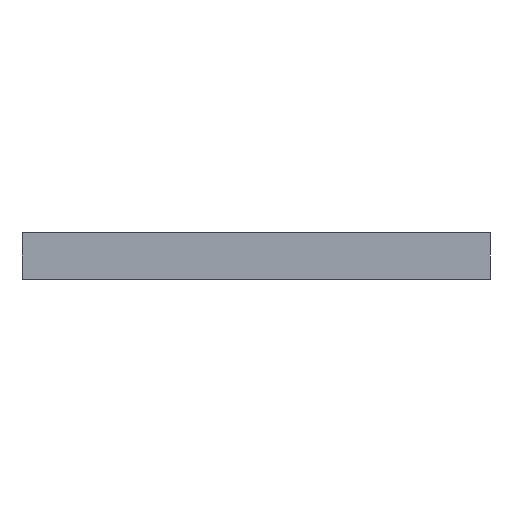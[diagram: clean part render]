
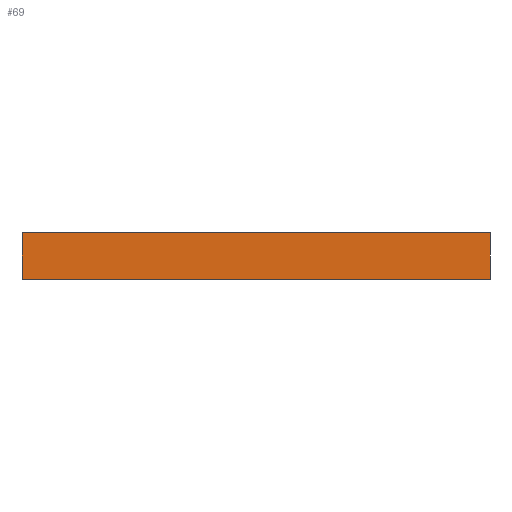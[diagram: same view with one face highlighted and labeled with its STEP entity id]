
A CAD part, left-side view. The second image highlights one B-rep face of the part: STEP entity #69.
In plain terms, the highlighted planar face has unit normal (-1, 0, 0).
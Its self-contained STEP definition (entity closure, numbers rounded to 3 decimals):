
#8 = CARTESIAN_POINT ( 'NONE',  ( -35., 10., 1. ) ) ;
#12 = DIRECTION ( 'NONE',  ( 0., 1., 0. ) ) ;
#32 = CARTESIAN_POINT ( 'NONE',  ( -35., 10., -1. ) ) ;
#62 = ORIENTED_EDGE ( 'NONE', *, *, #301, .F. ) ;
#63 = CARTESIAN_POINT ( 'NONE',  ( -35., -10., 1. ) ) ;
#69 = ADVANCED_FACE ( 'NONE', ( #129 ), #325, .F. ) ;
#94 = LINE ( 'NONE', #353, #536 ) ;
#123 = VERTEX_POINT ( 'NONE', #8 ) ;
#129 = FACE_OUTER_BOUND ( 'NONE', #615, .T. ) ;
#150 = LINE ( 'NONE', #648, #302 ) ;
#159 = EDGE_CURVE ( 'NONE', #479, #540, #94, .T. ) ;
#178 = DIRECTION ( 'NONE',  ( 0., -1., 0. ) ) ;
#232 = AXIS2_PLACEMENT_3D ( 'NONE', #385, #268, #12 ) ;
#238 = ORIENTED_EDGE ( 'NONE', *, *, #383, .T. ) ;
#239 = LINE ( 'NONE', #63, #684 ) ;
#261 = VERTEX_POINT ( 'NONE', #32 ) ;
#268 = DIRECTION ( 'NONE',  ( 1., 0., 0. ) ) ;
#301 = EDGE_CURVE ( 'NONE', #123, #479, #239, .T. ) ;
#302 = VECTOR ( 'NONE', #526, 1000. ) ;
#312 = LINE ( 'NONE', #432, #778 ) ;
#325 = PLANE ( 'NONE',  #232 ) ;
#332 = CARTESIAN_POINT ( 'NONE',  ( -35., -10., 1. ) ) ;
#353 = CARTESIAN_POINT ( 'NONE',  ( -35., -10., 1. ) ) ;
#383 = EDGE_CURVE ( 'NONE', #261, #540, #312, .T. ) ;
#385 = CARTESIAN_POINT ( 'NONE',  ( -35., -10., 1. ) ) ;
#415 = ORIENTED_EDGE ( 'NONE', *, *, #159, .F. ) ;
#432 = CARTESIAN_POINT ( 'NONE',  ( -35., -10., -1. ) ) ;
#450 = CARTESIAN_POINT ( 'NONE',  ( -35., -10., -1. ) ) ;
#479 = VERTEX_POINT ( 'NONE', #332 ) ;
#526 = DIRECTION ( 'NONE',  ( 0., 0., -1. ) ) ;
#536 = VECTOR ( 'NONE', #539, 1000. ) ;
#539 = DIRECTION ( 'NONE',  ( 0., 0., -1. ) ) ;
#540 = VERTEX_POINT ( 'NONE', #450 ) ;
#544 = ORIENTED_EDGE ( 'NONE', *, *, #627, .T. ) ;
#615 = EDGE_LOOP ( 'NONE', ( #238, #415, #62, #544 ) ) ;
#627 = EDGE_CURVE ( 'NONE', #123, #261, #150, .T. ) ;
#648 = CARTESIAN_POINT ( 'NONE',  ( -35., 10., 1. ) ) ;
#671 = DIRECTION ( 'NONE',  ( 0., -1., 0. ) ) ;
#684 = VECTOR ( 'NONE', #178, 1000. ) ;
#778 = VECTOR ( 'NONE', #671, 1000. ) ;
